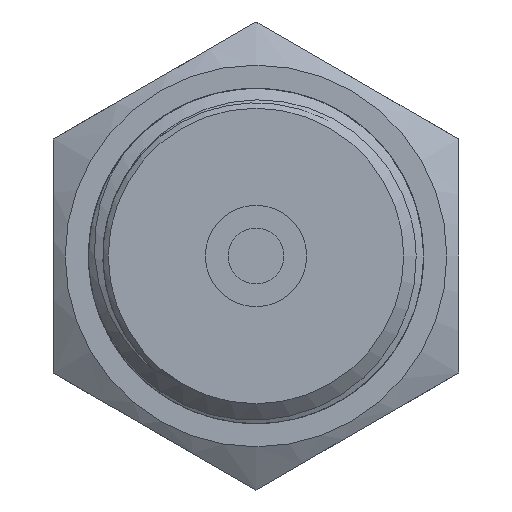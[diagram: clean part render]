
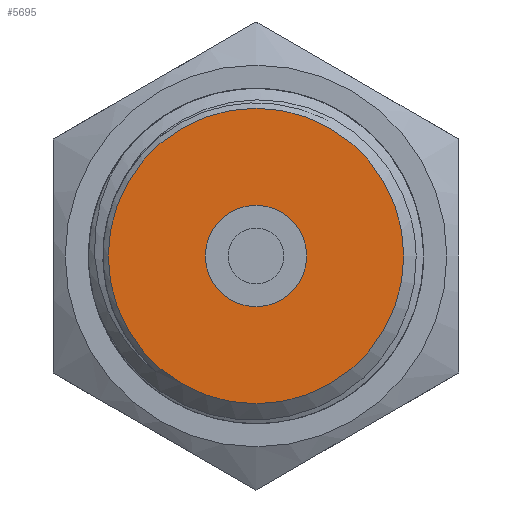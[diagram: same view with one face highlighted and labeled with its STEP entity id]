
A CAD part, left-side view. The second image highlights one B-rep face of the part: STEP entity #5695.
In plain terms, the highlighted planar face has unit normal (-1, 0, 0).
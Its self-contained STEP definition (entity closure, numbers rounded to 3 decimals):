
#311=FACE_BOUND('',#1011,.T.);
#345=PLANE('',#5907);
#659=FACE_OUTER_BOUND('',#1010,.T.);
#1010=EDGE_LOOP('',(#5219));
#1011=EDGE_LOOP('',(#5220));
#1096=CIRCLE('',#5906,3.);
#1097=CIRCLE('',#5908,8.75);
#2714=VERTEX_POINT('',#15354);
#2715=VERTEX_POINT('',#15358);
#3555=EDGE_CURVE('',#2714,#2714,#1096,.T.);
#3557=EDGE_CURVE('',#2715,#2715,#1097,.T.);
#5219=ORIENTED_EDGE('',*,*,#3557,.F.);
#5220=ORIENTED_EDGE('',*,*,#3555,.T.);
#5695=ADVANCED_FACE('',(#659,#311),#345,.T.);
#5906=AXIS2_PLACEMENT_3D('',#15355,#6518,#6519);
#5907=AXIS2_PLACEMENT_3D('',#15357,#6521,#6522);
#5908=AXIS2_PLACEMENT_3D('',#15359,#6523,#6524);
#6518=DIRECTION('center_axis',(1.,0.,0.));
#6519=DIRECTION('ref_axis',(0.,0.,-1.));
#6521=DIRECTION('center_axis',(-1.,0.,0.));
#6522=DIRECTION('ref_axis',(0.,0.,1.));
#6523=DIRECTION('center_axis',(1.,0.,0.));
#6524=DIRECTION('ref_axis',(0.,0.,-1.));
#15354=CARTESIAN_POINT('',(3.,-3.,0.));
#15355=CARTESIAN_POINT('Origin',(3.,0.,0.));
#15357=CARTESIAN_POINT('Origin',(3.,8.75,0.));
#15358=CARTESIAN_POINT('',(3.,-8.75,0.));
#15359=CARTESIAN_POINT('Origin',(3.,0.,0.));
